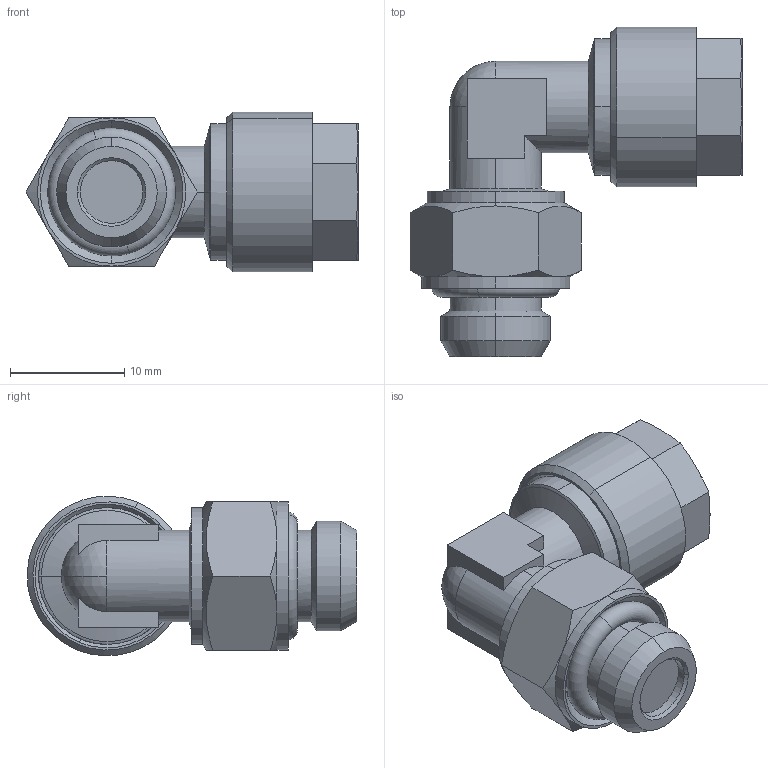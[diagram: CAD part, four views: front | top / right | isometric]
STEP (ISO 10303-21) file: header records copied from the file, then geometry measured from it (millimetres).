
FILE_DESCRIPTION(( 'MC.40.08.18.step' ), '1');
FILE_NAME( 'MC.40.08.18.step', '2018-11-09T15:45:07',( 'Sopra'),('sopra-pneumatic.com'), 'SwSTEP 2.0','SolidWorks 2009','' );
FILE_SCHEMA (( 'AUTOMOTIVE_DESIGN' ));
Length unit declared in the file: millimetre
Products named in the file (1): 0111500003
Bounding box: 29.11 x 28.89 x 13.99 mm (x, y, z)
Volume: 4164.9 mm3; surface area: 2219 mm2
Topology: 1 solids, 1 shells, 110 faces, 257 edges, 156 vertices
Faces by surface type: plane 37, cone 35, cylinder 24, torus 12, sphere 2
Entity records: 4485 total; most frequent: CARTESIAN_POINT 710, DIRECTION 561, ORIENTED_EDGE 514, EDGE_CURVE 257, AXIS2_PLACEMENT_3D 231, VERTEX_POINT 156, CIRCLE 120, EDGE_LOOP 117
